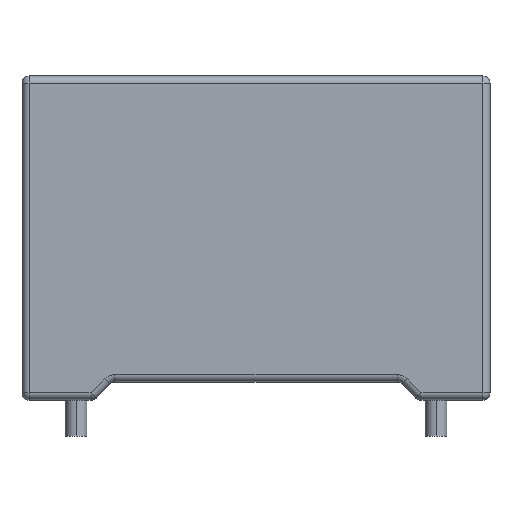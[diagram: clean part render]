
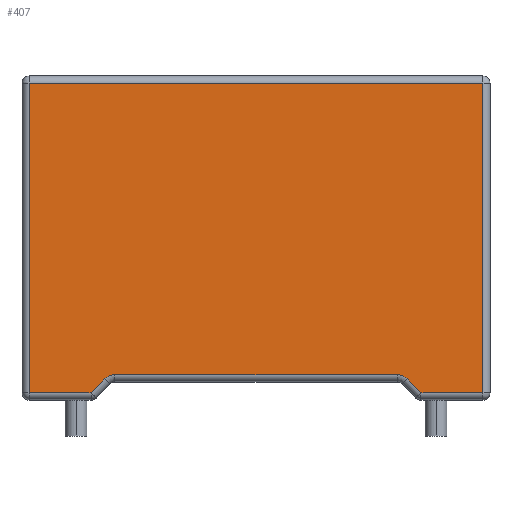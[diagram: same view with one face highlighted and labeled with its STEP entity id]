
A CAD part, top view. The second image highlights one B-rep face of the part: STEP entity #407.
In plain terms, the highlighted planar face has unit normal (0, 0, 1).
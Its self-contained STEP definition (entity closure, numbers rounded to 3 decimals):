
#2 = ORIENTED_EDGE ( 'NONE', *, *, #333, .T. ) ;
#20 = DIRECTION ( 'NONE',  ( 0., 0., -1. ) ) ;
#28 = CARTESIAN_POINT ( 'NONE',  ( 4.583, 0.2, 2. ) ) ;
#64 = DIRECTION ( 'NONE',  ( 0., -1., 0. ) ) ;
#75 = EDGE_LOOP ( 'NONE', ( #249, #864, #1007, #770, #1268, #2, #332, #638, #256, #1452 ) ) ;
#117 = EDGE_CURVE ( 'NONE', #1523, #1317, #727, .T. ) ;
#119 = DIRECTION ( 'NONE',  ( 1., 0., 0. ) ) ;
#125 = VECTOR ( 'NONE', #1328, 1000. ) ;
#145 = LINE ( 'NONE', #1438, #1344 ) ;
#148 = CARTESIAN_POINT ( 'NONE',  ( -3.917, 0.3, 2. ) ) ;
#184 = CARTESIAN_POINT ( 'NONE',  ( 4.2, 0.583, 2. ) ) ;
#237 = VERTEX_POINT ( 'NONE', #184 ) ;
#249 = ORIENTED_EDGE ( 'NONE', *, *, #473, .T. ) ;
#256 = ORIENTED_EDGE ( 'NONE', *, *, #1037, .F. ) ;
#264 = CARTESIAN_POINT ( 'NONE',  ( -6.3, 0.2, 2. ) ) ;
#267 = CARTESIAN_POINT ( 'NONE',  ( -1.141, 3.641, 2. ) ) ;
#285 = LINE ( 'NONE', #678, #850 ) ;
#300 = CARTESIAN_POINT ( 'NONE',  ( -4.583, 0.2, 2. ) ) ;
#301 = VERTEX_POINT ( 'NONE', #1088 ) ;
#323 = EDGE_CURVE ( 'NONE', #1523, #1273, #1131, .T. ) ;
#332 = ORIENTED_EDGE ( 'NONE', *, *, #323, .F. ) ;
#333 = EDGE_CURVE ( 'NONE', #545, #1273, #1243, .T. ) ;
#371 = CARTESIAN_POINT ( 'NONE',  ( -4.2, 0.583, 2. ) ) ;
#396 = VECTOR ( 'NONE', #640, 1000. ) ;
#407 = ADVANCED_FACE ( 'NONE', ( #851 ), #1077, .F. ) ;
#414 = CARTESIAN_POINT ( 'NONE',  ( -5.359, 10.141, 2. ) ) ;
#473 = EDGE_CURVE ( 'NONE', #491, #478, #780, .T. ) ;
#478 = VERTEX_POINT ( 'NONE', #744 ) ;
#491 = VERTEX_POINT ( 'NONE', #28 ) ;
#492 = DIRECTION ( 'NONE',  ( -1., 0., 0. ) ) ;
#500 = CARTESIAN_POINT ( 'NONE',  ( -6.5, 9., 2. ) ) ;
#506 = DIRECTION ( 'NONE',  ( -1., 0., 0. ) ) ;
#543 = EDGE_CURVE ( 'NONE', #1283, #545, #1264, .T. ) ;
#545 = VERTEX_POINT ( 'NONE', #300 ) ;
#548 = DIRECTION ( 'NONE',  ( 0.707, 0.707, 0. ) ) ;
#565 = CARTESIAN_POINT ( 'NONE',  ( -3.917, 0.7, 2. ) ) ;
#582 = CARTESIAN_POINT ( 'NONE',  ( 3.917, 0.3, 2. ) ) ;
#629 = VECTOR ( 'NONE', #119, 1000. ) ;
#638 = ORIENTED_EDGE ( 'NONE', *, *, #117, .T. ) ;
#640 = DIRECTION ( 'NONE',  ( 1., 0., 0. ) ) ;
#678 = CARTESIAN_POINT ( 'NONE',  ( -6.3, 9., 2. ) ) ;
#710 = DIRECTION ( 'NONE',  ( -1., 0., 0. ) ) ;
#711 = EDGE_CURVE ( 'NONE', #301, #1005, #145, .T. ) ;
#727 = LINE ( 'NONE', #1470, #396 ) ;
#744 = CARTESIAN_POINT ( 'NONE',  ( 6.3, 0.2, 2. ) ) ;
#757 = VECTOR ( 'NONE', #1260, 1000. ) ;
#770 = ORIENTED_EDGE ( 'NONE', *, *, #936, .T. ) ;
#772 = CARTESIAN_POINT ( 'NONE',  ( -6.5, 0.2, 2. ) ) ;
#780 = LINE ( 'NONE', #772, #125 ) ;
#800 = VECTOR ( 'NONE', #1248, 1000. ) ;
#850 = VECTOR ( 'NONE', #64, 1000. ) ;
#851 = FACE_OUTER_BOUND ( 'NONE', #75, .T. ) ;
#862 = DIRECTION ( 'NONE',  ( 0., 0., 1. ) ) ;
#864 = ORIENTED_EDGE ( 'NONE', *, *, #1395, .T. ) ;
#879 = CARTESIAN_POINT ( 'NONE',  ( 3.917, 0.7, 2. ) ) ;
#889 = CARTESIAN_POINT ( 'NONE',  ( 6.3, 9., 2. ) ) ;
#928 = VECTOR ( 'NONE', #548, 1000. ) ;
#929 = CARTESIAN_POINT ( 'NONE',  ( -6.3, 8.8, 2. ) ) ;
#936 = EDGE_CURVE ( 'NONE', #1005, #1283, #285, .T. ) ;
#1005 = VERTEX_POINT ( 'NONE', #929 ) ;
#1007 = ORIENTED_EDGE ( 'NONE', *, *, #711, .T. ) ;
#1037 = EDGE_CURVE ( 'NONE', #237, #1317, #1050, .T. ) ;
#1050 = CIRCLE ( 'NONE', #1140, 0.4 ) ;
#1077 = PLANE ( 'NONE',  #1193 ) ;
#1080 = DIRECTION ( 'NONE',  ( -1., 0., 0. ) ) ;
#1088 = CARTESIAN_POINT ( 'NONE',  ( 6.3, 8.8, 2. ) ) ;
#1131 = CIRCLE ( 'NONE', #1458, 0.4 ) ;
#1140 = AXIS2_PLACEMENT_3D ( 'NONE', #582, #1412, #710 ) ;
#1193 = AXIS2_PLACEMENT_3D ( 'NONE', #500, #20, #506 ) ;
#1243 = LINE ( 'NONE', #267, #928 ) ;
#1248 = DIRECTION ( 'NONE',  ( 0., 1., 0. ) ) ;
#1260 = DIRECTION ( 'NONE',  ( 0.707, -0.707, 0. ) ) ;
#1264 = LINE ( 'NONE', #1556, #629 ) ;
#1268 = ORIENTED_EDGE ( 'NONE', *, *, #543, .T. ) ;
#1273 = VERTEX_POINT ( 'NONE', #371 ) ;
#1283 = VERTEX_POINT ( 'NONE', #264 ) ;
#1317 = VERTEX_POINT ( 'NONE', #879 ) ;
#1328 = DIRECTION ( 'NONE',  ( 1., 0., 0. ) ) ;
#1344 = VECTOR ( 'NONE', #1080, 1000. ) ;
#1386 = LINE ( 'NONE', #414, #757 ) ;
#1395 = EDGE_CURVE ( 'NONE', #478, #301, #1401, .T. ) ;
#1401 = LINE ( 'NONE', #889, #800 ) ;
#1412 = DIRECTION ( 'NONE',  ( 0., 0., 1. ) ) ;
#1438 = CARTESIAN_POINT ( 'NONE',  ( -6.5, 8.8, 2. ) ) ;
#1445 = EDGE_CURVE ( 'NONE', #237, #491, #1386, .T. ) ;
#1452 = ORIENTED_EDGE ( 'NONE', *, *, #1445, .T. ) ;
#1458 = AXIS2_PLACEMENT_3D ( 'NONE', #148, #862, #492 ) ;
#1470 = CARTESIAN_POINT ( 'NONE',  ( -6.5, 0.7, 2. ) ) ;
#1523 = VERTEX_POINT ( 'NONE', #565 ) ;
#1556 = CARTESIAN_POINT ( 'NONE',  ( -6.5, 0.2, 2. ) ) ;
